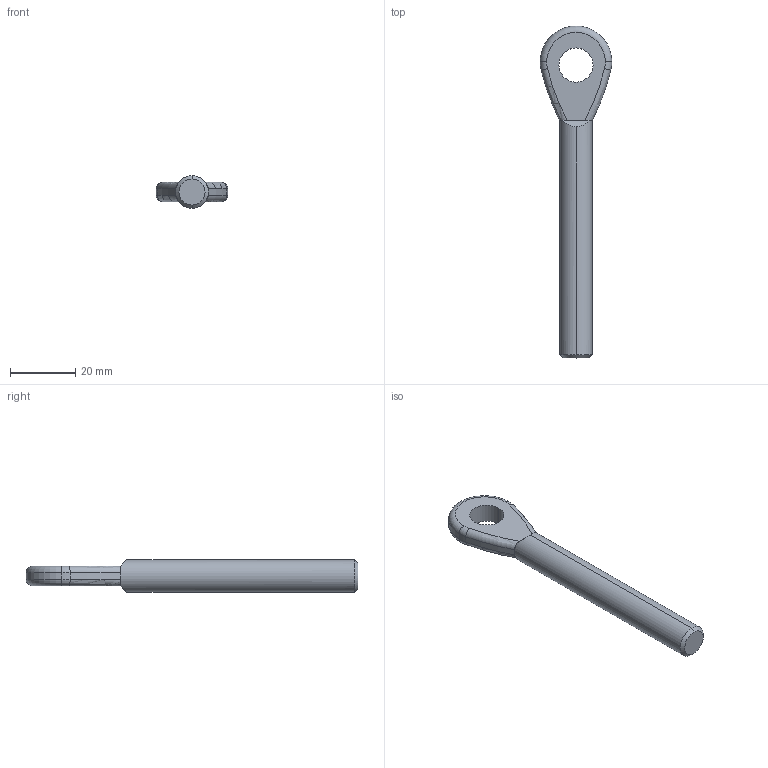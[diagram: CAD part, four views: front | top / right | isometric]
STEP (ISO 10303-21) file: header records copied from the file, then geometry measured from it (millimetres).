
FILE_DESCRIPTION (( 'STEP AP203' ), '1' );
FILE_NAME ('A14_7333-M10.STEP', '2024-06-04T10:30:27', ( '' ), ( '' ), 'SwSTEP 2.0', 'SolidWorks 2019', '' );
FILE_SCHEMA (( 'CONFIG_CONTROL_DESIGN' ));
Length unit declared in the file: millimetre
Products named in the file (1): A14_7333-M10
Bounding box: 22 x 102 x 10 mm (x, y, z)
Volume: 8051.9 mm3; surface area: 3693.4 mm2
Topology: 1 solids, 1 shells, 34 faces, 76 edges, 44 vertices
Faces by surface type: plane 13, torus 10, cylinder 9, cone 2
Entity records: 1073 total; most frequent: CARTESIAN_POINT 231, DIRECTION 178, ORIENTED_EDGE 152, AXIS2_PLACEMENT_3D 79, EDGE_CURVE 76, VERTEX_POINT 44, CIRCLE 44, EDGE_LOOP 36
